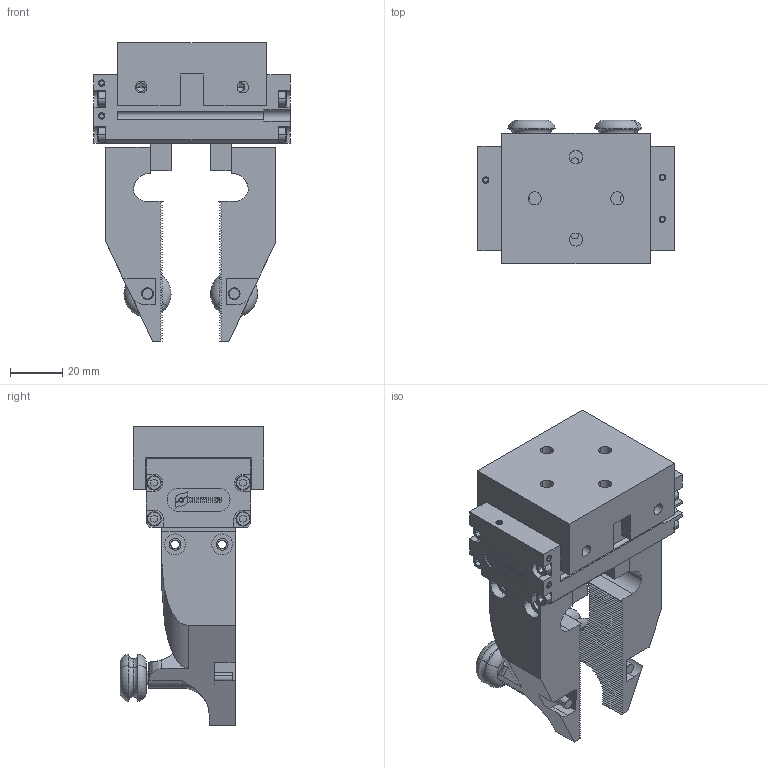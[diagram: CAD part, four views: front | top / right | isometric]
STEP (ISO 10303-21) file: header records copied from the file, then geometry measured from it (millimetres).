
FILE_DESCRIPTION (( 'STEP AP214' ), '1' );
FILE_NAME ('Gripper.STEP', '2023-04-26T13:24:42', ( '' ), ( '' ), 'SwSTEP 2.0', 'SolidWorks 2022', '' );
FILE_SCHEMA (( 'AUTOMOTIVE_DESIGN' ));
Length unit declared in the file: millimetre
Products named in the file (10): Rolle; SCHUNK-9905502 Typenschild 9x24x0.3; SCHUNK-1343465 MPC 75 Dummy, 0ohneohne; AdapterStueck; SCHUNK-- Gehaeuse MPC 75; SCHUNK-- Grundbacke MPC 75; SCHUNK-1343465 MPC 75,0ohneohne; GreiferbackeMitRolle; Gripper; SpiegelnGreiferbackeMitRolle
Assembly tree (10 placements, depth 3):
  SCHUNK-1343465 MPC 75 Dummy, 0ohneohne
  Gripper
    AdapterStueck
    SCHUNK-1343465 MPC 75,0ohneohne
      SCHUNK-- Grundbacke MPC 75  x2
      SCHUNK-9905502 Typenschild 9x24x0.3
      SCHUNK-- Gehaeuse MPC 75
    GreiferbackeMitRolle
    Rolle  x2
    SpiegelnGreiferbackeMitRolle
Bounding box: 75 x 54.95 x 114.2 mm (x, y, z)
Volume: 166573.8 mm3; surface area: 60153.1 mm2
Topology: 9 solids, 9 shells, 835 faces, 2201 edges, 1438 vertices
Faces by surface type: plane 579, cylinder 188, torus 36, cone 24, bspline 8
Entity records: 25387 total; most frequent: CARTESIAN_POINT 5475, ORIENTED_EDGE 4176, DIRECTION 3856, EDGE_CURVE 2088, LINE 1490, VECTOR 1490, VERTEX_POINT 1374, AXIS2_PLACEMENT_3D 1183
